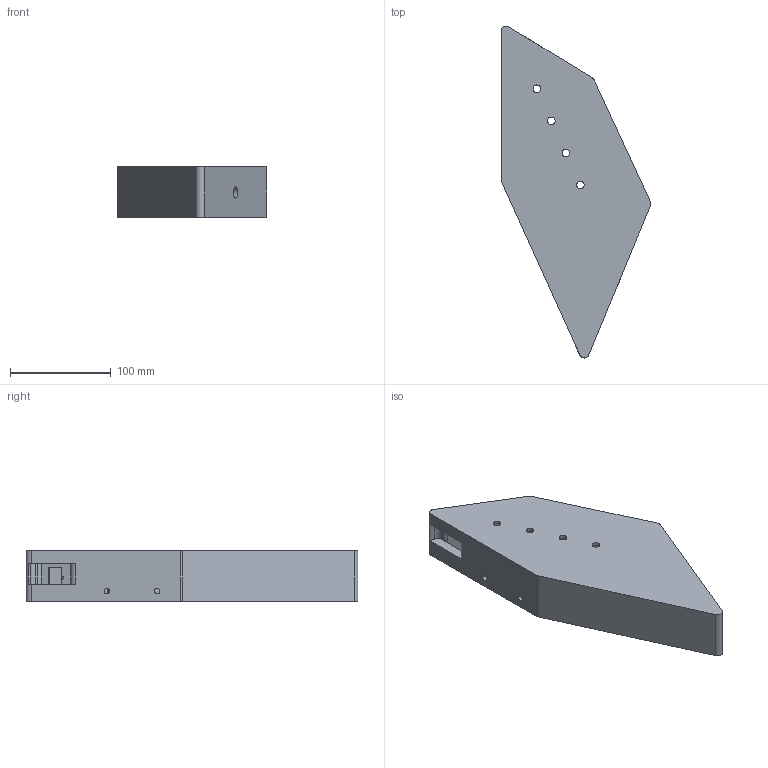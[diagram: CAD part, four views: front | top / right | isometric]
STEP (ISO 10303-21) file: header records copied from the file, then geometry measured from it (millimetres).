
FILE_DESCRIPTION(/* description */ ('STEP AP242','CAx-IF Rec.Pracs.---Representation and Presentation of Product Manufacturing Information (PMI)---4.0---2014-10-13','CAx-IF Rec.Pracs.---3D Tessellated Geometry---0.4---2014-09-14','2;1'),/* implementation_level */ '2;1');
FILE_NAME(/* name */ 'Warlock - Wing - Warlock - Bottom Right',/* time_stamp */ '2025-01-15T03:55:51Z',/* author */ (''),/* organization */ (''),/* preprocessor_version */ 'ST-DEVELOPER v20',/* originating_system */ 'ONSHAPE BY PTC INC, 1.192',/* authorisation */ ' ');
FILE_SCHEMA (('AP242_MANAGED_MODEL_BASED_3D_ENGINEERING_MIM_LF { 1 0 10303 442 1 1 4 }'));
Length unit declared in the file: metre
Products named in the file (1): Wing - Warlock - Bottom Right
Bounding box: 148.85 x 329.75 x 50 mm (x, y, z)
Volume: 456703.3 mm3; surface area: 137040.2 mm2
Topology: 1 solids, 1 shells, 74 faces, 200 edges, 137 vertices
Faces by surface type: cylinder 37, plane 36, bspline 1
Full cylindrical faces by diameter (mm): 5.5 x2, 6.3 x4, 7.5 x4, 10 x2, 11 x1
Entity records: 2314 total; most frequent: CARTESIAN_POINT 421, DIRECTION 400, ORIENTED_EDGE 354, EDGE_CURVE 177, AXIS2_PLACEMENT_3D 151, VERTEX_POINT 128, EDGE_LOOP 117, FACE_BOUND 117
